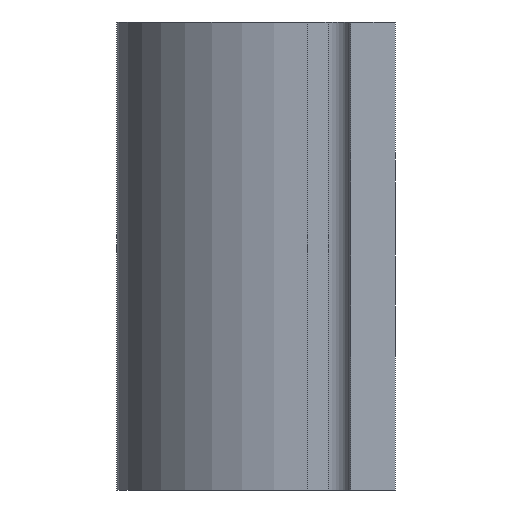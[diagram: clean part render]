
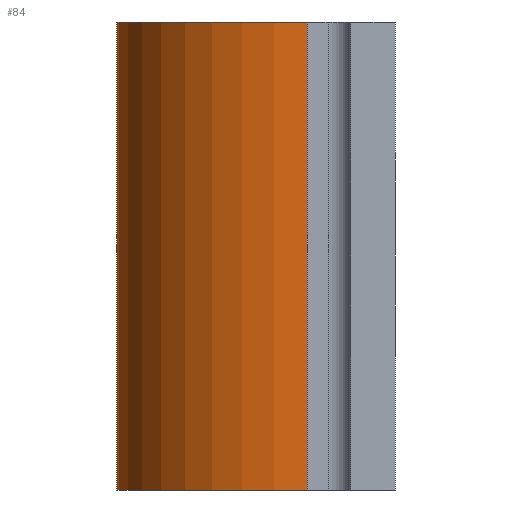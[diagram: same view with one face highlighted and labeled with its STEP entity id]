
A CAD part, left-side view. The second image highlights one B-rep face of the part: STEP entity #84.
In plain terms, the highlighted cylindrical face has radius 5.182 mm (diameter 10.363 mm), a partial arc.
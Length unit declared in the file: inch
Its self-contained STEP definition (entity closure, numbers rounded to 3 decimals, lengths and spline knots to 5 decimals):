
#9 = ORIENTED_EDGE ( 'NONE', *, *, #95, .T. ) ;
#27 = ORIENTED_EDGE ( 'NONE', *, *, #274, .F. ) ;
#49 = LINE ( 'NONE', #311, #517 ) ;
#58 = ORIENTED_EDGE ( 'NONE', *, *, #253, .F. ) ;
#76 = ORIENTED_EDGE ( 'NONE', *, *, #249, .T. ) ;
#84 = ADVANCED_FACE ( 'NONE', ( #418 ), #396, .T. ) ;
#85 = EDGE_LOOP ( 'NONE', ( #58, #27, #76, #9 ) ) ;
#95 = EDGE_CURVE ( 'NONE', #462, #500, #49, .T. ) ;
#99 = DIRECTION ( 'NONE',  ( 0., 0., -1. ) ) ;
#113 = CARTESIAN_POINT ( 'NONE',  ( 0.954, 0.094, 0.25 ) ) ;
#146 = AXIS2_PLACEMENT_3D ( 'NONE', #189, #491, #243 ) ;
#175 = DIRECTION ( 'NONE',  ( 0., 0., -1. ) ) ;
#189 = CARTESIAN_POINT ( 'NONE',  ( 0.75, 0.094, -0.25 ) ) ;
#217 = AXIS2_PLACEMENT_3D ( 'NONE', #488, #448, #516 ) ;
#243 = DIRECTION ( 'NONE',  ( 1., 0., 0. ) ) ;
#245 = CARTESIAN_POINT ( 'NONE',  ( 0.546, 0.094, 0.25 ) ) ;
#249 = EDGE_CURVE ( 'NONE', #347, #462, #296, .T. ) ;
#253 = EDGE_CURVE ( 'NONE', #335, #500, #410, .T. ) ;
#272 = LINE ( 'NONE', #245, #490 ) ;
#274 = EDGE_CURVE ( 'NONE', #347, #335, #272, .T. ) ;
#295 = CARTESIAN_POINT ( 'NONE',  ( 0.954, 0.094, -0.25 ) ) ;
#296 = CIRCLE ( 'NONE', #320, 0.204 ) ;
#311 = CARTESIAN_POINT ( 'NONE',  ( 0.954, 0.094, 0.25 ) ) ;
#320 = AXIS2_PLACEMENT_3D ( 'NONE', #375, #99, #412 ) ;
#333 = CARTESIAN_POINT ( 'NONE',  ( 0.546, 0.094, 0.25 ) ) ;
#335 = VERTEX_POINT ( 'NONE', #532 ) ;
#347 = VERTEX_POINT ( 'NONE', #333 ) ;
#375 = CARTESIAN_POINT ( 'NONE',  ( 0.75, 0.094, 0.25 ) ) ;
#396 = CYLINDRICAL_SURFACE ( 'NONE', #217, 0.204 ) ;
#410 = CIRCLE ( 'NONE', #146, 0.204 ) ;
#412 = DIRECTION ( 'NONE',  ( 1., 0., 0. ) ) ;
#418 = FACE_OUTER_BOUND ( 'NONE', #85, .T. ) ;
#448 = DIRECTION ( 'NONE',  ( 0., 0., -1. ) ) ;
#462 = VERTEX_POINT ( 'NONE', #113 ) ;
#488 = CARTESIAN_POINT ( 'NONE',  ( 0.75, 0.094, 0.25 ) ) ;
#490 = VECTOR ( 'NONE', #530, 39.37008 ) ;
#491 = DIRECTION ( 'NONE',  ( 0., 0., -1. ) ) ;
#500 = VERTEX_POINT ( 'NONE', #295 ) ;
#516 = DIRECTION ( 'NONE',  ( -1., 0., 0. ) ) ;
#517 = VECTOR ( 'NONE', #175, 39.37008 ) ;
#530 = DIRECTION ( 'NONE',  ( 0., 0., -1. ) ) ;
#532 = CARTESIAN_POINT ( 'NONE',  ( 0.546, 0.094, -0.25 ) ) ;
